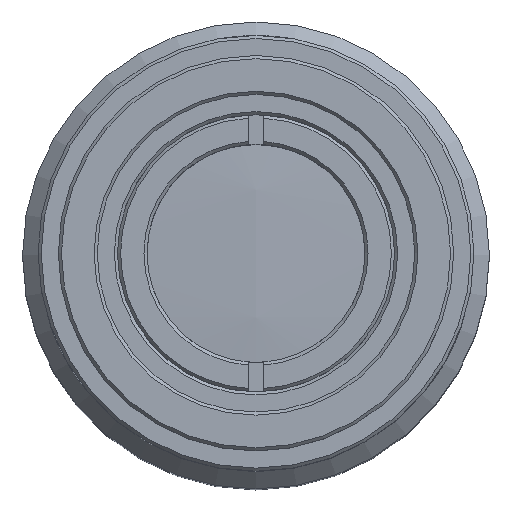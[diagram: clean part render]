
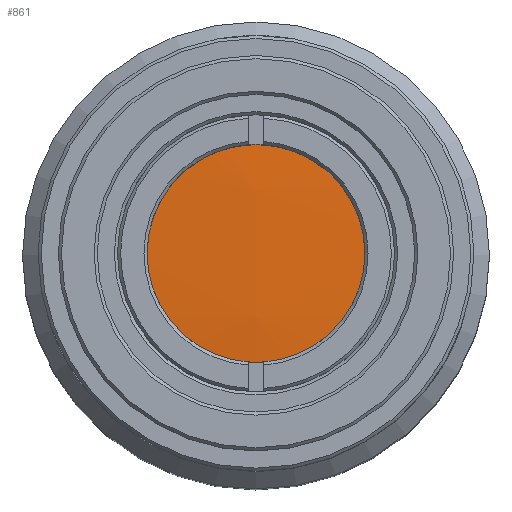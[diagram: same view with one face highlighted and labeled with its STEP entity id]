
A CAD part, top view. The second image highlights one B-rep face of the part: STEP entity #861.
In plain terms, the highlighted spherical face has radius 107.3 mm.
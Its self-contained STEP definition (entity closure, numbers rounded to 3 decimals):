
#193=SPHERICAL_SURFACE('',#8129,107.3);
#452=FACE_OUTER_BOUND('',#2815,.T.);
#861=ADVANCED_FACE('',(#452),#193,.T.);
#2815=EDGE_LOOP('',(#4204));
#4204=ORIENTED_EDGE('',*,*,#6820,.T.);
#6055=VERTEX_POINT('',#12090);
#6820=EDGE_CURVE('',#6055,#6055,#7782,.T.);
#7782=CIRCLE('',#8128,8.2);
#8128=AXIS2_PLACEMENT_3D('',#12089,#8977,#8978);
#8129=AXIS2_PLACEMENT_3D('',#12091,#8979,#8980);
#8977=DIRECTION('',(0.,0.,1.));
#8978=DIRECTION('',(1.,0.,0.));
#8979=DIRECTION('',(-1.,0.,0.));
#8980=DIRECTION('',(0.,1.,0.));
#12089=CARTESIAN_POINT('',(0.,0.,107.825));
#12090=CARTESIAN_POINT('',(8.2,0.,107.825));
#12091=CARTESIAN_POINT('',(0.,0.,0.838));
